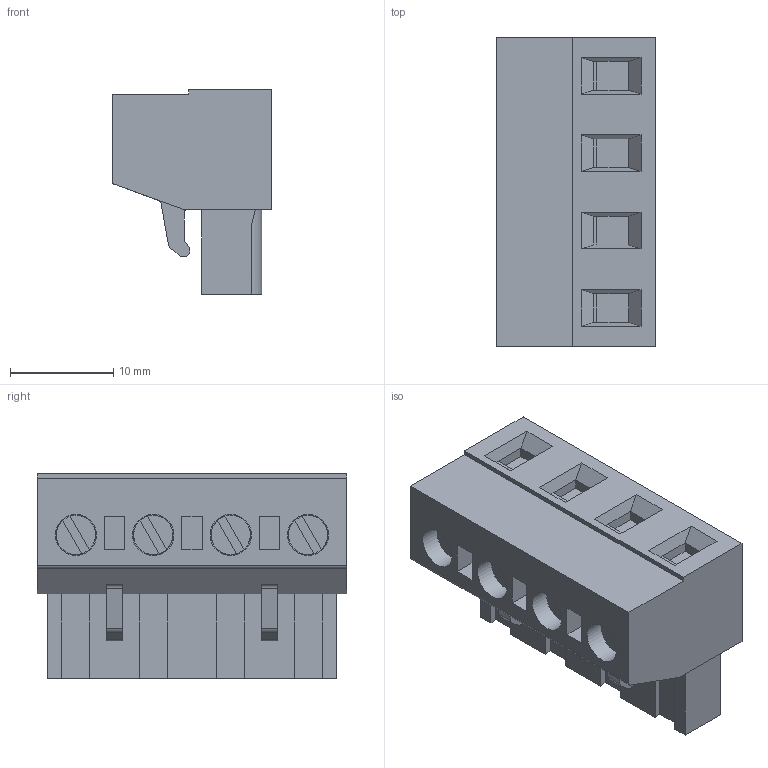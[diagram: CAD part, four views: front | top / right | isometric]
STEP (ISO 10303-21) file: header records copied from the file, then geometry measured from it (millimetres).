
FILE_DESCRIPTION(('STEP AP214'),'1');
FILE_NAME('SH04-7,5.stp','2015-10-05T10:39:13',(' '),(' '),'Spatial InterOp 3D',' ',' ');
FILE_SCHEMA(('automotive_design'));
Length unit declared in the file: metre
Products named in the file (1): 1
Bounding box: 15.5 x 30 x 19.85 mm (x, y, z)
Volume: 5918.2 mm3; surface area: 3029 mm2
Topology: 1 solids, 1 shells, 165 faces, 413 edges, 270 vertices
Faces by surface type: plane 134, cylinder 27, cone 4
Full cylindrical faces by diameter (mm): 1.6 x4, 3.8 x4, 4 x4
Entity records: 6062 total; most frequent: CARTESIAN_POINT 817, DIRECTION 799, ORIENTED_EDGE 778, EDGE_CURVE 389, LINE 311, VECTOR 311, VERTEX_POINT 262, AXIS2_PLACEMENT_3D 244
